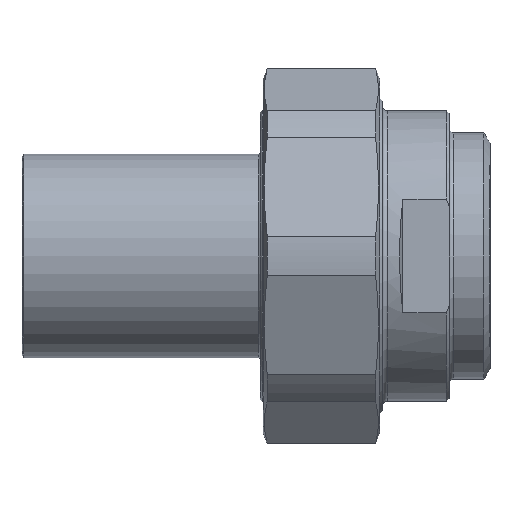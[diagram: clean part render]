
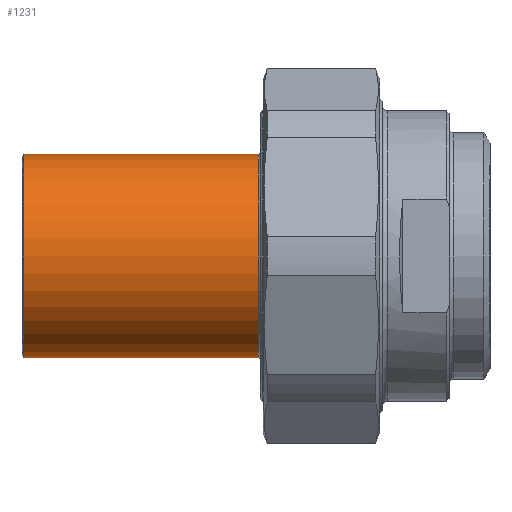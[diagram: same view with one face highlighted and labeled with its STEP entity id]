
A CAD part, front view. The second image highlights one B-rep face of the part: STEP entity #1231.
In plain terms, the highlighted cylindrical face has radius 17.5 mm (diameter 35 mm), a full revolution.
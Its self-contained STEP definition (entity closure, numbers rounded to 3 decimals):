
#191=FACE_OUTER_BOUND('',#277,.T.);
#277=EDGE_LOOP('',(#1107,#1108,#1109,#1110,#1111,#1112));
#332=LINE('',#2304,#385);
#385=VECTOR('',#1877,17.5);
#482=CIRCLE('',#1470,17.5);
#485=CIRCLE('',#1473,17.5);
#487=CIRCLE('',#1477,17.5);
#488=CIRCLE('',#1478,17.5);
#600=VERTEX_POINT('',#2292);
#601=VERTEX_POINT('',#2293);
#604=VERTEX_POINT('',#2303);
#605=VERTEX_POINT('',#2305);
#770=EDGE_CURVE('',#600,#601,#482,.T.);
#773=EDGE_CURVE('',#601,#600,#485,.T.);
#775=EDGE_CURVE('',#600,#604,#332,.T.);
#776=EDGE_CURVE('',#605,#604,#487,.T.);
#777=EDGE_CURVE('',#604,#605,#488,.T.);
#1107=ORIENTED_EDGE('',*,*,#770,.F.);
#1108=ORIENTED_EDGE('',*,*,#775,.T.);
#1109=ORIENTED_EDGE('',*,*,#776,.F.);
#1110=ORIENTED_EDGE('',*,*,#777,.F.);
#1111=ORIENTED_EDGE('',*,*,#775,.F.);
#1112=ORIENTED_EDGE('',*,*,#773,.F.);
#1163=CYLINDRICAL_SURFACE('',#1476,17.5);
#1231=ADVANCED_FACE('',(#191),#1163,.T.);
#1470=AXIS2_PLACEMENT_3D('',#2294,#1863,#1864);
#1473=AXIS2_PLACEMENT_3D('',#2298,#1869,#1870);
#1476=AXIS2_PLACEMENT_3D('',#2302,#1875,#1876);
#1477=AXIS2_PLACEMENT_3D('',#2306,#1878,#1879);
#1478=AXIS2_PLACEMENT_3D('',#2307,#1880,#1881);
#1863=DIRECTION('center_axis',(1.,0.,0.));
#1864=DIRECTION('ref_axis',(0.,-1.,0.));
#1869=DIRECTION('center_axis',(1.,0.,0.));
#1870=DIRECTION('ref_axis',(0.,-1.,0.));
#1875=DIRECTION('center_axis',(1.,0.,0.));
#1876=DIRECTION('ref_axis',(0.,1.,0.));
#1877=DIRECTION('',(-1.,0.,0.));
#1878=DIRECTION('center_axis',(-1.,0.,0.));
#1879=DIRECTION('ref_axis',(0.,-1.,0.));
#1880=DIRECTION('center_axis',(-1.,0.,0.));
#1881=DIRECTION('ref_axis',(0.,-1.,0.));
#2292=CARTESIAN_POINT('',(-14.4,-17.5,0.));
#2293=CARTESIAN_POINT('',(-14.4,0.,17.5));
#2294=CARTESIAN_POINT('Origin',(-14.4,0.,0.));
#2298=CARTESIAN_POINT('Origin',(-14.4,0.,0.));
#2302=CARTESIAN_POINT('Origin',(-34.5,0.,0.));
#2303=CARTESIAN_POINT('',(-54.7,-17.5,0.));
#2304=CARTESIAN_POINT('',(-34.5,-17.5,0.));
#2305=CARTESIAN_POINT('',(-54.7,17.5,0.));
#2306=CARTESIAN_POINT('Origin',(-54.7,0.,0.));
#2307=CARTESIAN_POINT('Origin',(-54.7,0.,0.));
